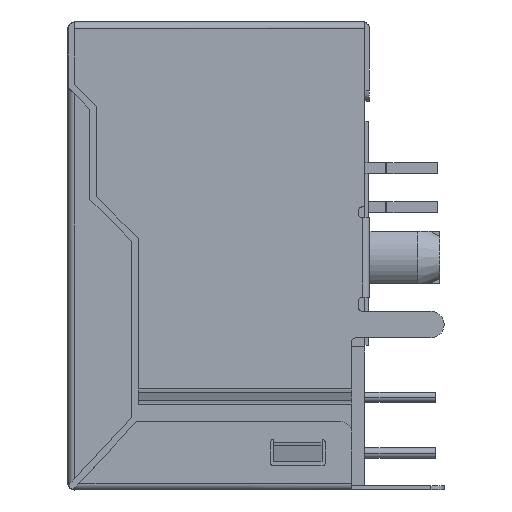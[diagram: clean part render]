
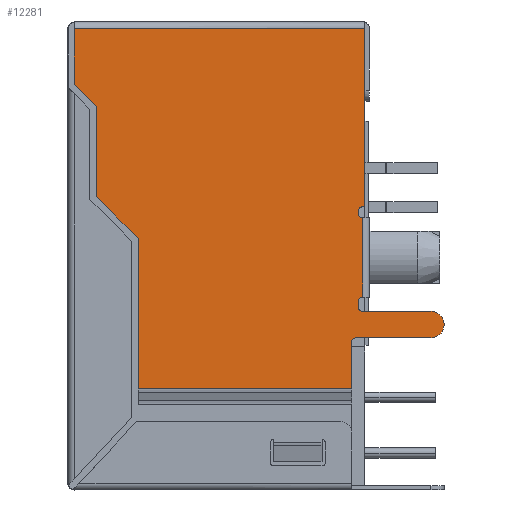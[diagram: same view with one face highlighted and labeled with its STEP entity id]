
A CAD part, left-side view. The second image highlights one B-rep face of the part: STEP entity #12281.
In plain terms, the highlighted planar face has unit normal (-1, 0, 0).
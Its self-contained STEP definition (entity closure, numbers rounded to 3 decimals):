
#334=DIRECTION('',(0.,0.,-1.));
#335=VECTOR('',#334,8.1);
#336=CARTESIAN_POINT('',(-15.56,0.,-0.3));
#337=LINE('',#336,#335);
#2380=CARTESIAN_POINT('',(-15.56,0.1,-8.7));
#2381=DIRECTION('',(1.,0.,0.));
#2382=DIRECTION('',(0.,0.,-1.));
#2383=AXIS2_PLACEMENT_3D('',#2380,#2381,#2382);
#2409=DIRECTION('',(0.,-1.,0.));
#2410=VECTOR('',#2409,13.2);
#2411=CARTESIAN_POINT('',(-15.56,13.2,-0.3));
#2412=LINE('',#2411,#2410);
#2413=DIRECTION('',(0.,-1.,0.));
#2414=VECTOR('',#2413,0.1);
#2415=CARTESIAN_POINT('',(-15.56,0.1,-8.4));
#2416=LINE('',#2415,#2414);
#2417=DIRECTION('',(0.,0.,1.));
#2418=VECTOR('',#2417,0.1);
#2419=CARTESIAN_POINT('',(-15.56,0.3,-8.7));
#2420=LINE('',#2419,#2418);
#2421=DIRECTION('',(0.,0.,-1.));
#2422=VECTOR('',#2421,3.6);
#2423=CARTESIAN_POINT('',(-15.56,0.1,-8.9));
#2424=LINE('',#2423,#2422);
#2425=DIRECTION('',(0.,0.,1.));
#2426=VECTOR('',#2425,0.25);
#2427=CARTESIAN_POINT('',(-15.56,0.3,-12.95));
#2428=LINE('',#2427,#2426);
#2429=CARTESIAN_POINT('',(-15.56,-3.,-13.75));
#2430=DIRECTION('',(-1.,0.,0.));
#2431=DIRECTION('',(0.,0.,-1.));
#2432=AXIS2_PLACEMENT_3D('',#2429,#2430,#2431);
#2434=DIRECTION('',(0.,0.,1.));
#2435=VECTOR('',#2434,2.124);
#2436=CARTESIAN_POINT('',(-15.56,0.6,-16.674));
#2437=LINE('',#2436,#2435);
#2438=DIRECTION('',(0.,-1.,0.));
#2439=VECTOR('',#2438,9.7);
#2440=CARTESIAN_POINT('',(-15.56,10.3,-16.674));
#2441=LINE('',#2440,#2439);
#2442=DIRECTION('',(0.,0.,-1.));
#2443=VECTOR('',#2442,6.838);
#2444=CARTESIAN_POINT('',(-15.56,10.3,-9.836));
#2445=LINE('',#2444,#2443);
#2446=DIRECTION('',(0.,-0.707,-0.707));
#2447=VECTOR('',#2446,2.687);
#2448=CARTESIAN_POINT('',(-15.56,12.2,-7.936));
#2449=LINE('',#2448,#2447);
#2450=DIRECTION('',(0.,0.,-1.));
#2451=VECTOR('',#2450,4.1);
#2452=CARTESIAN_POINT('',(-15.56,12.2,-3.836));
#2453=LINE('',#2452,#2451);
#2454=DIRECTION('',(0.,-0.707,-0.707));
#2455=VECTOR('',#2454,1.414);
#2456=CARTESIAN_POINT('',(-15.56,13.2,-2.836));
#2457=LINE('',#2456,#2455);
#2458=DIRECTION('',(0.,0.,-1.));
#2459=VECTOR('',#2458,2.536);
#2460=CARTESIAN_POINT('',(-15.56,13.2,-0.3));
#2461=LINE('',#2460,#2459);
#4725=CARTESIAN_POINT('',(-15.56,0.1,-8.6));
#4726=DIRECTION('',(1.,0.,0.));
#4727=DIRECTION('',(0.,1.,0.));
#4728=AXIS2_PLACEMENT_3D('',#4725,#4726,#4727);
#4742=CARTESIAN_POINT('',(-15.56,0.1,-12.7));
#4743=DIRECTION('',(1.,0.,0.));
#4744=DIRECTION('',(0.,1.,0.));
#4745=AXIS2_PLACEMENT_3D('',#4742,#4743,#4744);
#4755=CARTESIAN_POINT('',(-15.56,0.1,-12.95));
#4756=DIRECTION('',(1.,0.,0.));
#4757=DIRECTION('',(0.,0.,-1.));
#4758=AXIS2_PLACEMENT_3D('',#4755,#4756,#4757);
#4768=DIRECTION('',(0.,1.,0.));
#4769=VECTOR('',#4768,3.1);
#4770=CARTESIAN_POINT('',(-15.56,-3.,-13.15));
#4771=LINE('',#4770,#4769);
#4789=DIRECTION('',(0.,-1.,0.));
#4790=VECTOR('',#4789,3.4);
#4791=CARTESIAN_POINT('',(-15.56,0.4,-14.35));
#4792=LINE('',#4791,#4790);
#4797=CARTESIAN_POINT('',(-15.56,0.4,-14.55));
#4798=DIRECTION('',(1.,0.,0.));
#4799=DIRECTION('',(0.,1.,0.));
#4800=AXIS2_PLACEMENT_3D('',#4797,#4798,#4799);
#8588=CARTESIAN_POINT('',(-15.56,-3.,-14.35));
#8589=VERTEX_POINT('',#8588);
#8590=CARTESIAN_POINT('',(-15.56,-3.,-13.15));
#8591=VERTEX_POINT('',#8590);
#8612=CARTESIAN_POINT('',(-15.56,0.,-8.4));
#8613=VERTEX_POINT('',#8612);
#8617=CARTESIAN_POINT('',(-15.56,0.1,-8.4));
#8619=VERTEX_POINT('',#8617);
#8622=CARTESIAN_POINT('',(-15.56,0.3,-8.6));
#8623=VERTEX_POINT('',#8622);
#8625=CARTESIAN_POINT('',(-15.56,0.3,-8.7));
#8627=VERTEX_POINT('',#8625);
#8634=CARTESIAN_POINT('',(-15.56,0.3,-12.7));
#8635=VERTEX_POINT('',#8634);
#8637=CARTESIAN_POINT('',(-15.56,0.3,-12.95));
#8639=VERTEX_POINT('',#8637);
#8642=CARTESIAN_POINT('',(-15.56,0.1,-13.15));
#8643=VERTEX_POINT('',#8642);
#8645=CARTESIAN_POINT('',(-15.56,0.4,-14.35));
#8647=VERTEX_POINT('',#8645);
#8650=CARTESIAN_POINT('',(-15.56,0.6,-14.55));
#8651=VERTEX_POINT('',#8650);
#8721=CARTESIAN_POINT('',(-15.56,0.1,-12.5));
#8723=VERTEX_POINT('',#8721);
#8724=CARTESIAN_POINT('',(-15.56,0.1,-8.9));
#8725=VERTEX_POINT('',#8724);
#9256=CARTESIAN_POINT('',(-15.56,13.2,-2.836));
#9257=VERTEX_POINT('',#9256);
#9258=CARTESIAN_POINT('',(-15.56,12.2,-3.836));
#9259=VERTEX_POINT('',#9258);
#9260=CARTESIAN_POINT('',(-15.56,12.2,-7.936));
#9261=VERTEX_POINT('',#9260);
#9262=CARTESIAN_POINT('',(-15.56,10.3,-9.836));
#9263=VERTEX_POINT('',#9262);
#9276=CARTESIAN_POINT('',(-15.56,0.6,-16.674));
#9278=VERTEX_POINT('',#9276);
#9282=CARTESIAN_POINT('',(-15.56,10.3,-16.674));
#9283=VERTEX_POINT('',#9282);
#9397=CARTESIAN_POINT('',(-15.56,0.,-0.3));
#9399=VERTEX_POINT('',#9397);
#9400=CARTESIAN_POINT('',(-15.56,13.2,-0.3));
#9401=VERTEX_POINT('',#9400);
#12235=CARTESIAN_POINT('',(-15.56,13.5,0.));
#12236=DIRECTION('',(-1.,0.,0.));
#12237=DIRECTION('',(0.,-1.,0.));
#12238=AXIS2_PLACEMENT_3D('',#12235,#12236,#12237);
#12239=PLANE('',#12238);
#12241=ORIENTED_EDGE('',*,*,#12240,.T.);
#12242=ORIENTED_EDGE('',*,*,#9758,.T.);
#12244=ORIENTED_EDGE('',*,*,#12243,.F.);
#12246=ORIENTED_EDGE('',*,*,#12245,.F.);
#12248=ORIENTED_EDGE('',*,*,#12247,.F.);
#12249=ORIENTED_EDGE('',*,*,#12226,.F.);
#12250=ORIENTED_EDGE('',*,*,#12140,.T.);
#12252=ORIENTED_EDGE('',*,*,#12251,.F.);
#12254=ORIENTED_EDGE('',*,*,#12253,.F.);
#12256=ORIENTED_EDGE('',*,*,#12255,.F.);
#12258=ORIENTED_EDGE('',*,*,#12257,.F.);
#12260=ORIENTED_EDGE('',*,*,#12259,.F.);
#12262=ORIENTED_EDGE('',*,*,#12261,.F.);
#12264=ORIENTED_EDGE('',*,*,#12263,.F.);
#12266=ORIENTED_EDGE('',*,*,#12265,.F.);
#12268=ORIENTED_EDGE('',*,*,#12267,.F.);
#12270=ORIENTED_EDGE('',*,*,#12269,.F.);
#12272=ORIENTED_EDGE('',*,*,#12271,.F.);
#12274=ORIENTED_EDGE('',*,*,#12273,.F.);
#12276=ORIENTED_EDGE('',*,*,#12275,.F.);
#12278=ORIENTED_EDGE('',*,*,#12277,.F.);
#12279=EDGE_LOOP('',(#12241,#12242,#12244,#12246,#12248,#12249,#12250,#12252,
#12254,#12256,#12258,#12260,#12262,#12264,#12266,#12268,#12270,#12272,#12274,
#12276,#12278));
#12280=FACE_OUTER_BOUND('',#12279,.F.);
#2384=CIRCLE('',#2383,0.2);
#2433=CIRCLE('',#2432,0.6);
#4729=CIRCLE('',#4728,0.2);
#4746=CIRCLE('',#4745,0.2);
#4759=CIRCLE('',#4758,0.2);
#4801=CIRCLE('',#4800,0.2);
#9758=EDGE_CURVE('',#9399,#8613,#337,.T.);
#12140=EDGE_CURVE('',#8725,#8723,#2424,.T.);
#12226=EDGE_CURVE('',#8725,#8627,#2384,.T.);
#12240=EDGE_CURVE('',#9401,#9399,#2412,.T.);
#12243=EDGE_CURVE('',#8619,#8613,#2416,.T.);
#12245=EDGE_CURVE('',#8623,#8619,#4729,.T.);
#12247=EDGE_CURVE('',#8627,#8623,#2420,.T.);
#12251=EDGE_CURVE('',#8635,#8723,#4746,.T.);
#12253=EDGE_CURVE('',#8639,#8635,#2428,.T.);
#12255=EDGE_CURVE('',#8643,#8639,#4759,.T.);
#12257=EDGE_CURVE('',#8591,#8643,#4771,.T.);
#12259=EDGE_CURVE('',#8589,#8591,#2433,.T.);
#12261=EDGE_CURVE('',#8647,#8589,#4792,.T.);
#12263=EDGE_CURVE('',#8651,#8647,#4801,.T.);
#12265=EDGE_CURVE('',#9278,#8651,#2437,.T.);
#12267=EDGE_CURVE('',#9283,#9278,#2441,.T.);
#12269=EDGE_CURVE('',#9263,#9283,#2445,.T.);
#12271=EDGE_CURVE('',#9261,#9263,#2449,.T.);
#12273=EDGE_CURVE('',#9259,#9261,#2453,.T.);
#12275=EDGE_CURVE('',#9257,#9259,#2457,.T.);
#12277=EDGE_CURVE('',#9401,#9257,#2461,.T.);
#12281=ADVANCED_FACE('',(#12280),#12239,.T.);
